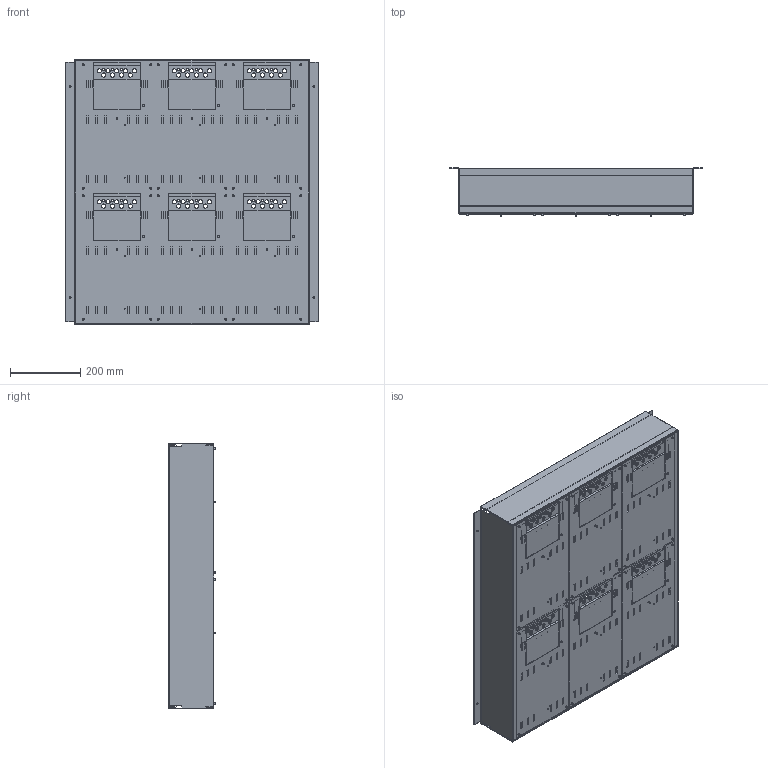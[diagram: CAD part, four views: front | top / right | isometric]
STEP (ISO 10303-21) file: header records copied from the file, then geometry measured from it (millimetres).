
FILE_DESCRIPTION (( 'STEP AP214' ), '1' );
FILE_NAME ('c_il186312-a_3d.STEP', '2019-10-02T13:50:03', ( '' ), ( '' ), 'SwSTEP 2.0', 'SolidWorks 2019', '' );
FILE_SCHEMA (( 'AUTOMOTIVE_DESIGN' ));
Length unit declared in the file: millimetre
Products named in the file (11): c_il186312-a_3d; Meter board assembly; Small screw; Separation profile; Meter box; Meter board
Assembly tree (99 placements, depth 3):
  c_il186312-a_3d
    Meter box
    Separation profile  x2
    Meter board assembly
      Meter board
      Small screw  x14
    Meter board assembly
      Meter board
      Small screw  x14
    Meter board assembly
      Meter board
      Small screw  x14
    Meter board assembly
      Meter board
      Small screw  x14
    Meter board assembly
      Meter board
      Small screw  x14
    Meter board assembly
      Meter board
      Small screw  x14
Bounding box: 717 x 135.5 x 755 mm (x, y, z)
Volume: 6276768.4 mm3; surface area: 2974339.7 mm2
Topology: 99 solids, 99 shells, 4430 faces, 10816 edges, 6740 vertices
Faces by surface type: plane 2562, torus 1008, cylinder 692, cone 168
Entity records: 27687 total; most frequent: CARTESIAN_POINT 4779, ORIENTED_EDGE 4552, DIRECTION 4422, EDGE_CURVE 2276, LINE 1912, VECTOR 1912, VERTEX_POINT 1496, AXIS2_PLACEMENT_3D 1255
